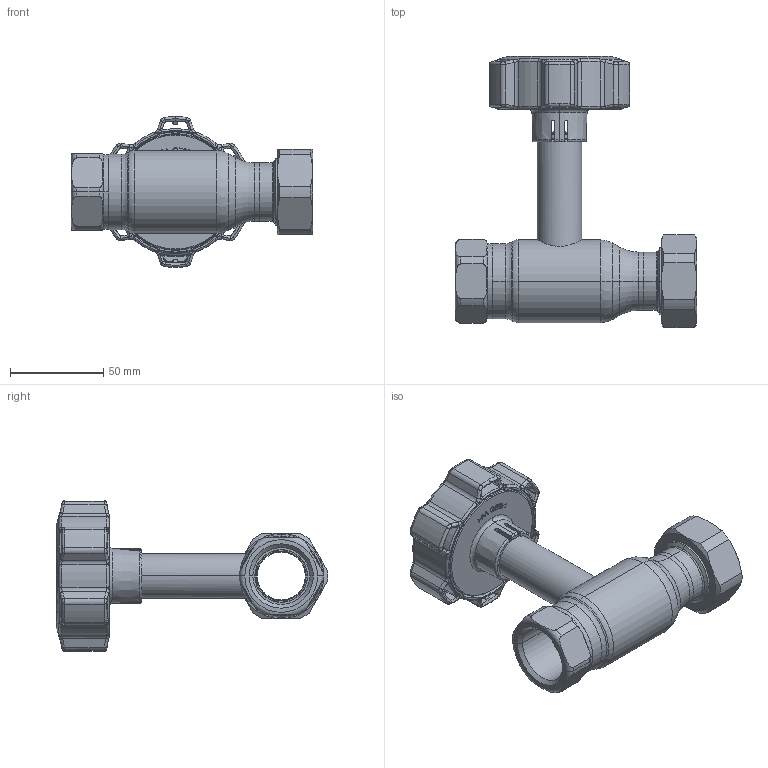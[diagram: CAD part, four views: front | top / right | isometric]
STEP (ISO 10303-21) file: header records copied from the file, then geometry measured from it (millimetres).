
FILE_DESCRIPTION (( 'STEP AP214' ), '1' );
FILE_NAME ('2025002201-0200.step', '2023-12-18T10:03:59', ( '' ), ( '' ), 'SwSTEP 2.0', 'SolidWorks 2021', '' );
FILE_SCHEMA (( 'AUTOMOTIVE_DESIGN' ));
Length unit declared in the file: millimetre
Products named in the file (1): 2025002201-0200
Bounding box: 129.72 x 145.78 x 81 mm (x, y, z)
Surface area: 58103 mm2 (no closed solid volume)
Topology: 0 solids, 20 shells, 615 faces, 1763 edges, 1140 vertices
Faces by surface type: bspline 181, cylinder 161, plane 122, cone 80, torus 70, sphere 1
Entity records: 37233 total; most frequent: CARTESIAN_POINT 16290, ORIENTED_EDGE 3118, DIRECTION 2470, EDGE_CURVE 1763, VERTEX_POINT 1140, AXIS2_PLACEMENT_3D 978, B_SPLINE_CURVE_WITH_KNOTS 658, EDGE_LOOP 648
